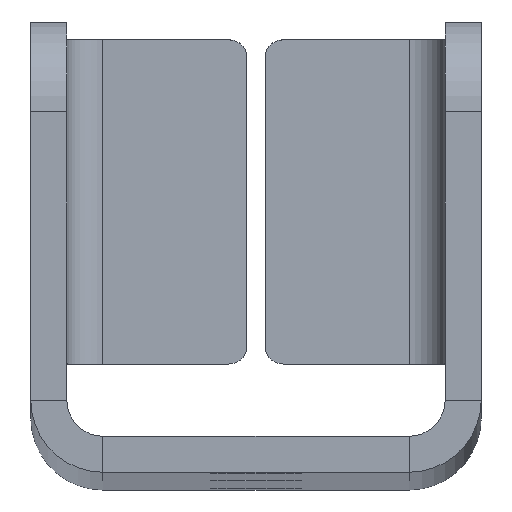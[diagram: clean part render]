
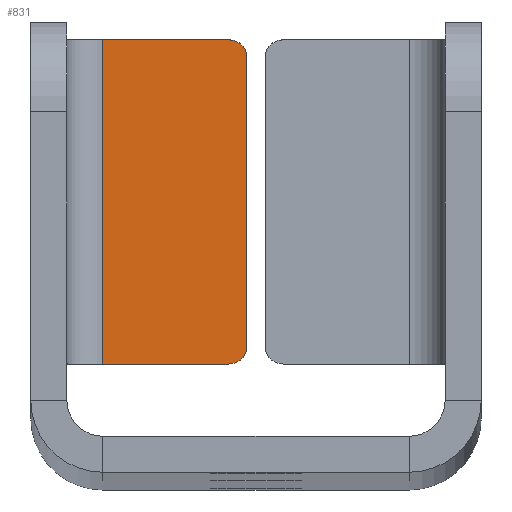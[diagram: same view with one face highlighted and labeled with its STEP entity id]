
A CAD part, top view. The second image highlights one B-rep face of the part: STEP entity #831.
In plain terms, the highlighted planar face has unit normal (0, 0, 1).
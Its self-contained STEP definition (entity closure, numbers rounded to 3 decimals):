
#26=PLANE('',#915);
#63=FACE_OUTER_BOUND('',#116,.T.);
#116=EDGE_LOOP('',(#602,#603,#604,#605,#606,#607));
#189=LINE('',#1323,#272);
#192=LINE('',#1329,#275);
#193=LINE('',#1331,#276);
#194=LINE('',#1333,#277);
#272=VECTOR('',#1046,10.);
#275=VECTOR('',#1051,3.);
#276=VECTOR('',#1052,10.);
#277=VECTOR('',#1053,3.);
#340=CIRCLE('',#913,1.);
#341=CIRCLE('',#916,1.);
#395=VERTEX_POINT('',#1316);
#396=VERTEX_POINT('',#1318);
#397=VERTEX_POINT('',#1322);
#399=VERTEX_POINT('',#1328);
#400=VERTEX_POINT('',#1330);
#401=VERTEX_POINT('',#1332);
#469=EDGE_CURVE('',#395,#396,#340,.T.);
#471=EDGE_CURVE('',#397,#396,#189,.T.);
#474=EDGE_CURVE('',#395,#399,#192,.T.);
#475=EDGE_CURVE('',#399,#400,#193,.T.);
#476=EDGE_CURVE('',#401,#400,#194,.T.);
#477=EDGE_CURVE('',#397,#401,#341,.T.);
#602=ORIENTED_EDGE('',*,*,#469,.F.);
#603=ORIENTED_EDGE('',*,*,#474,.T.);
#604=ORIENTED_EDGE('',*,*,#475,.T.);
#605=ORIENTED_EDGE('',*,*,#476,.F.);
#606=ORIENTED_EDGE('',*,*,#477,.F.);
#607=ORIENTED_EDGE('',*,*,#471,.T.);
#831=ADVANCED_FACE('',(#63),#26,.T.);
#913=AXIS2_PLACEMENT_3D('',#1319,#1041,#1042);
#915=AXIS2_PLACEMENT_3D('',#1327,#1049,#1050);
#916=AXIS2_PLACEMENT_3D('',#1334,#1054,#1055);
#1041=DIRECTION('center_axis',(0.,0.,
-1.));
#1042=DIRECTION('ref_axis',(0.707,0.707,0.));
#1046=DIRECTION('',(0.,1.,0.));
#1049=DIRECTION('center_axis',(0.,0.,
1.));
#1050=DIRECTION('ref_axis',(1.,0.,0.));
#1051=DIRECTION('',(-1.,0.,0.));
#1052=DIRECTION('',(0.,-1.,0.));
#1053=DIRECTION('',(-1.,0.,0.));
#1054=DIRECTION('center_axis',(0.,0.,
-1.));
#1055=DIRECTION('ref_axis',(0.707,-0.707,0.));
#1316=CARTESIAN_POINT('',(-1.5,25.,-570.));
#1318=CARTESIAN_POINT('',(-0.5,24.,-570.));
#1319=CARTESIAN_POINT('Origin',(-1.5,24.,-570.));
#1322=CARTESIAN_POINT('',(-0.5,8.,-570.));
#1323=CARTESIAN_POINT('',(-0.5,7.,-570.));
#1327=CARTESIAN_POINT('Origin',(-6.856,16.,-570.));
#1328=CARTESIAN_POINT('',(-8.5,25.,-570.));
#1329=CARTESIAN_POINT('',(-17.925,25.,-570.));
#1330=CARTESIAN_POINT('',(-8.5,7.,-570.));
#1331=CARTESIAN_POINT('',(-8.5,16.,-570.));
#1332=CARTESIAN_POINT('',(-1.5,7.,-570.));
#1333=CARTESIAN_POINT('',(-17.925,7.,-570.));
#1334=CARTESIAN_POINT('Origin',(-1.5,8.,-570.));
